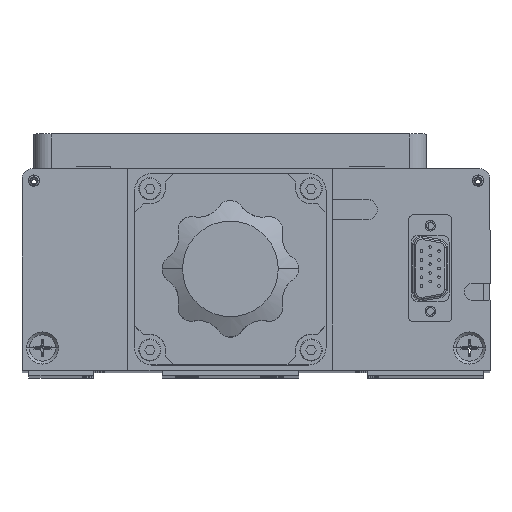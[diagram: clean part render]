
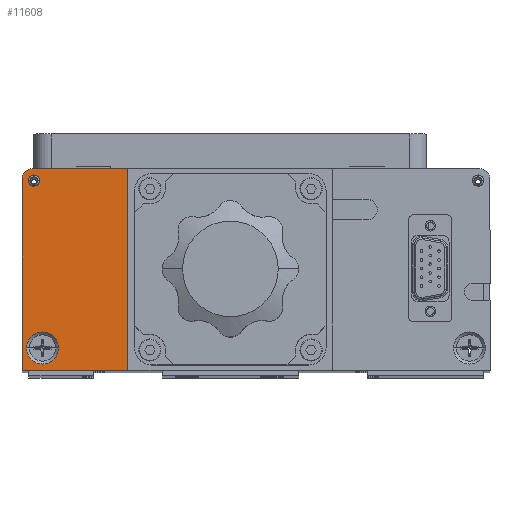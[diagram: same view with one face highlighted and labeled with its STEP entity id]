
A CAD part, top view. The second image highlights one B-rep face of the part: STEP entity #11608.
In plain terms, the highlighted planar face has unit normal (0, 0, 1).
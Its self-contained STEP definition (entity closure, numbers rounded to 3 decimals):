
#487 = CARTESIAN_POINT ( 'NONE',  ( -40.611, 50.082, 230. ) ) ;
#650 = VERTEX_POINT ( 'NONE', #27901 ) ;
#1017 = CIRCLE ( 'NONE', #7531, 4.7 ) ;
#1393 = CARTESIAN_POINT ( 'NONE',  ( -71.611, -8.918, 230. ) ) ;
#1685 = FACE_BOUND ( 'NONE', #29926, .T. ) ;
#1754 = AXIS2_PLACEMENT_3D ( 'NONE', #41817, #22000, #2372 ) ;
#2372 = DIRECTION ( 'NONE',  ( 1., 0., 0. ) ) ;
#2970 = CARTESIAN_POINT ( 'NONE',  ( -40.611, -8.918, 230. ) ) ;
#4279 = CIRCLE ( 'NONE', #32148, 1.65 ) ;
#4397 = EDGE_CURVE ( 'NONE', #25304, #32266, #24972, .T. ) ;
#4848 = VERTEX_POINT ( 'NONE', #1393 ) ;
#4870 = VERTEX_POINT ( 'NONE', #14551 ) ;
#5274 = DIRECTION ( 'NONE',  ( -1., 0., 0. ) ) ;
#5387 = ORIENTED_EDGE ( 'NONE', *, *, #15127, .T. ) ;
#6119 = DIRECTION ( 'NONE',  ( 1., 0., 0. ) ) ;
#7212 = AXIS2_PLACEMENT_3D ( 'NONE', #32806, #12983, #36115 ) ;
#7431 = VECTOR ( 'NONE', #20118, 1000. ) ;
#7531 = AXIS2_PLACEMENT_3D ( 'NONE', #11859, #35007, #15173 ) ;
#8893 = ORIENTED_EDGE ( 'NONE', *, *, #41711, .T. ) ;
#9153 = VERTEX_POINT ( 'NONE', #30337 ) ;
#9226 = ORIENTED_EDGE ( 'NONE', *, *, #27597, .F. ) ;
#10357 = FACE_OUTER_BOUND ( 'NONE', #40458, .T. ) ;
#11608 = ADVANCED_FACE ( 'NONE', ( #1685, #10357, #27943 ), #29307, .T. ) ;
#11859 = CARTESIAN_POINT ( 'NONE',  ( -65.611, -2.418, 230. ) ) ;
#12492 = ORIENTED_EDGE ( 'NONE', *, *, #42728, .T. ) ;
#12983 = DIRECTION ( 'NONE',  ( 0., 0., 1. ) ) ;
#12994 = EDGE_CURVE ( 'NONE', #13218, #4870, #33071, .T. ) ;
#13218 = VERTEX_POINT ( 'NONE', #14062 ) ;
#13492 = DIRECTION ( 'NONE',  ( 0., -1., 0. ) ) ;
#13520 = LINE ( 'NONE', #41441, #21233 ) ;
#13910 = CARTESIAN_POINT ( 'NONE',  ( -68.611, 50.082, 230. ) ) ;
#14062 = CARTESIAN_POINT ( 'NONE',  ( -66.461, 46.582, 230. ) ) ;
#14551 = CARTESIAN_POINT ( 'NONE',  ( -69.761, 46.582, 230. ) ) ;
#15127 = EDGE_CURVE ( 'NONE', #32266, #4848, #26123, .T. ) ;
#15173 = DIRECTION ( 'NONE',  ( 1., 0., 0. ) ) ;
#15922 = VECTOR ( 'NONE', #6119, 1000. ) ;
#16967 = DIRECTION ( 'NONE',  ( 0., 0., 1. ) ) ;
#17420 = CIRCLE ( 'NONE', #1754, 4.7 ) ;
#17521 = EDGE_CURVE ( 'NONE', #650, #9153, #1017, .T. ) ;
#17887 = CARTESIAN_POINT ( 'NONE',  ( -68.611, 47.082, 230. ) ) ;
#18123 = ORIENTED_EDGE ( 'NONE', *, *, #33668, .F. ) ;
#18431 = ORIENTED_EDGE ( 'NONE', *, *, #12994, .F. ) ;
#18579 = ORIENTED_EDGE ( 'NONE', *, *, #17521, .F. ) ;
#19518 = DIRECTION ( 'NONE',  ( 0., 0., 1. ) ) ;
#20118 = DIRECTION ( 'NONE',  ( 0., 1., 0. ) ) ;
#20484 = AXIS2_PLACEMENT_3D ( 'NONE', #17887, #40977, #21164 ) ;
#21164 = DIRECTION ( 'NONE',  ( 1., 0., 0. ) ) ;
#21233 = VECTOR ( 'NONE', #5274, 1000. ) ;
#22000 = DIRECTION ( 'NONE',  ( 0., 0., 1. ) ) ;
#23636 = CARTESIAN_POINT ( 'NONE',  ( -71.611, 47.082, 230. ) ) ;
#24935 = LINE ( 'NONE', #487, #7431 ) ;
#24972 = CIRCLE ( 'NONE', #20484, 3. ) ;
#25060 = VECTOR ( 'NONE', #13492, 1000. ) ;
#25304 = VERTEX_POINT ( 'NONE', #13910 ) ;
#26123 = LINE ( 'NONE', #39899, #25060 ) ;
#27597 = EDGE_CURVE ( 'NONE', #9153, #650, #17420, .T. ) ;
#27631 = EDGE_LOOP ( 'NONE', ( #18123, #18431 ) ) ;
#27901 = CARTESIAN_POINT ( 'NONE',  ( -70.311, -2.418, 230. ) ) ;
#27943 = FACE_BOUND ( 'NONE', #27631, .T. ) ;
#29306 = EDGE_CURVE ( 'NONE', #29641, #25304, #13520, .T. ) ;
#29307 = PLANE ( 'NONE',  #7212 ) ;
#29641 = VERTEX_POINT ( 'NONE', #33216 ) ;
#29926 = EDGE_LOOP ( 'NONE', ( #9226, #18579 ) ) ;
#30337 = CARTESIAN_POINT ( 'NONE',  ( -60.911, -2.418, 230. ) ) ;
#31577 = ORIENTED_EDGE ( 'NONE', *, *, #29306, .T. ) ;
#32148 = AXIS2_PLACEMENT_3D ( 'NONE', #36796, #16967, #40066 ) ;
#32266 = VERTEX_POINT ( 'NONE', #23636 ) ;
#32425 = ORIENTED_EDGE ( 'NONE', *, *, #4397, .T. ) ;
#32806 = CARTESIAN_POINT ( 'NONE',  ( -68.611, 47.082, 230. ) ) ;
#33071 = CIRCLE ( 'NONE', #38199, 1.65 ) ;
#33216 = CARTESIAN_POINT ( 'NONE',  ( -40.611, 50.082, 230. ) ) ;
#33668 = EDGE_CURVE ( 'NONE', #4870, #13218, #4279, .T. ) ;
#35007 = DIRECTION ( 'NONE',  ( 0., 0., 1. ) ) ;
#36115 = DIRECTION ( 'NONE',  ( 1., 0., 0. ) ) ;
#36568 = VERTEX_POINT ( 'NONE', #38466 ) ;
#36796 = CARTESIAN_POINT ( 'NONE',  ( -68.111, 46.582, 230. ) ) ;
#38199 = AXIS2_PLACEMENT_3D ( 'NONE', #39310, #19518, #42657 ) ;
#38466 = CARTESIAN_POINT ( 'NONE',  ( -40.611, -8.918, 230. ) ) ;
#39310 = CARTESIAN_POINT ( 'NONE',  ( -68.111, 46.582, 230. ) ) ;
#39899 = CARTESIAN_POINT ( 'NONE',  ( -71.611, 47.082, 230. ) ) ;
#40066 = DIRECTION ( 'NONE',  ( 1., 0., 0. ) ) ;
#40458 = EDGE_LOOP ( 'NONE', ( #32425, #5387, #12492, #8893, #31577 ) ) ;
#40977 = DIRECTION ( 'NONE',  ( 0., 0., 1. ) ) ;
#41441 = CARTESIAN_POINT ( 'NONE',  ( -40.611, 50.082, 230. ) ) ;
#41711 = EDGE_CURVE ( 'NONE', #36568, #29641, #24935, .T. ) ;
#41817 = CARTESIAN_POINT ( 'NONE',  ( -65.611, -2.418, 230. ) ) ;
#42288 = LINE ( 'NONE', #2970, #15922 ) ;
#42657 = DIRECTION ( 'NONE',  ( 1., 0., 0. ) ) ;
#42728 = EDGE_CURVE ( 'NONE', #4848, #36568, #42288, .T. ) ;
